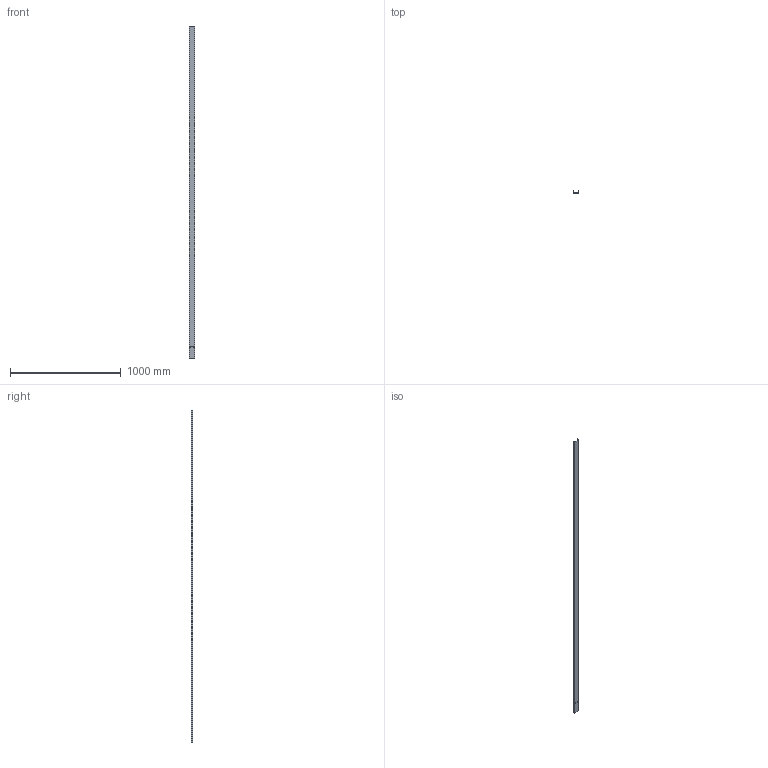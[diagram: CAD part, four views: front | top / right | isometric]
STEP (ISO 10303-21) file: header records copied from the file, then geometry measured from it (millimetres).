
FILE_DESCRIPTION (( 'STEP AP214' ), '1' );
FILE_NAME ('6001820.STEP', '2019-11-19T07:56:36', ( '' ), ( '' ), 'SwSTEP 2.0', 'SolidWorks 2018', '' );
FILE_SCHEMA (( 'AUTOMOTIVE_DESIGN' ));
Length unit declared in the file: millimetre
Products named in the file (1): 6001820
Bounding box: 52 x 15 x 3000 mm (x, y, z)
Volume: 186379.3 mm3; surface area: 501683 mm2
Topology: 1 solids, 1 shells, 58 faces, 168 edges, 112 vertices
Faces by surface type: plane 54, cylinder 4
Entity records: 1922 total; most frequent: CARTESIAN_POINT 339, ORIENTED_EDGE 336, DIRECTION 294, EDGE_CURVE 168, LINE 160, VECTOR 160, VERTEX_POINT 112, AXIS2_PLACEMENT_3D 67
